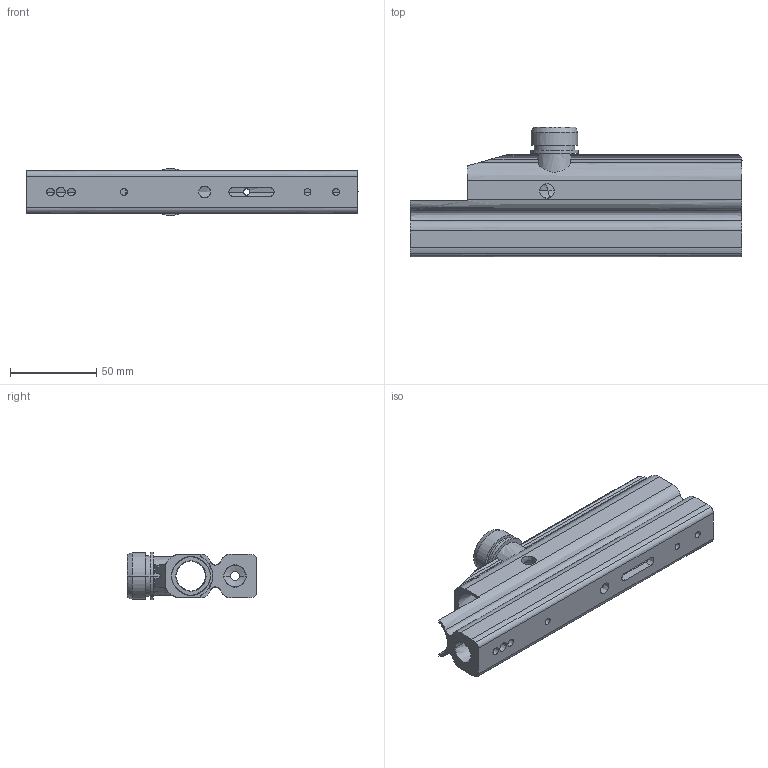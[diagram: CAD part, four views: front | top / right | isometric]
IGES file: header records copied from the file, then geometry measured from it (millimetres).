
Start section:  **  THE INFORMATION HEREON IS THE PROPERTY OF  CATERPILLAR  INC.  **  **  AND/OR  ITS  SUBSIDIARIES.   WITHOUT WRITTEN PERMISSION, ANY  **  **  COPYING, TRANSMITTAL TO OTHERS, AND ANY USE EXCEPT THAT  FOR  **  **  WHICH IT IS LOANED, IS PROHIBITED.                            **  MODEL NAME: BODY  PART NUMBER: *NONE*  CHANGE LEVEL: 00  VERSION:  -  EXCHANGE FILE CREATION DATE:  01-Jul-02
Global section: file name: body.igs; native system: Pro/ENGINEER by Parametric Technology Corporation; preprocessor: 2000370; author: MannR; organization: Unknown; date: 020701.182315; units: millimetre
Bounding box: 192 x 75.1 x 27.4 mm (x, y, z)
Volume: 143523.7 mm3; surface area: 55924.2 mm2
Topology: 1 solids, 1 shells, 123 faces, 385 edges, 293 vertices
Faces by surface type: bspline 123
